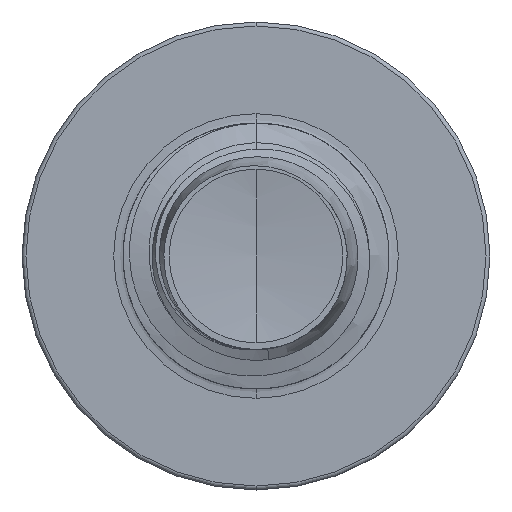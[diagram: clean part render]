
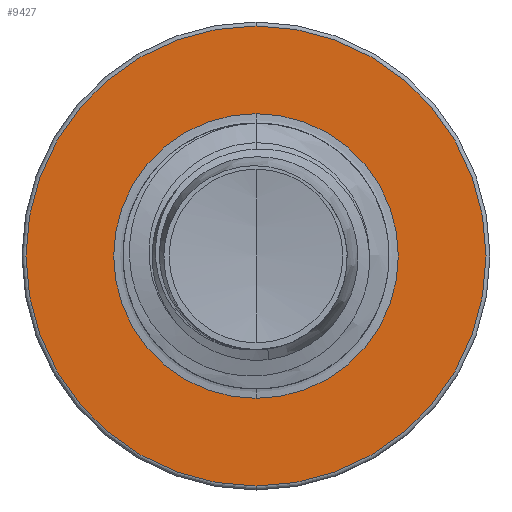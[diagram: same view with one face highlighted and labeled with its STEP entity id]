
A CAD part, front view. The second image highlights one B-rep face of the part: STEP entity #9427.
In plain terms, the highlighted planar face has unit normal (0, -1, 0).
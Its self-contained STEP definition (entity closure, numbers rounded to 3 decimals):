
#1203 = AXIS2_PLACEMENT_3D ( 'NONE', #22895, #3430, #26113 ) ;
#1935 = CARTESIAN_POINT ( 'NONE',  ( 0., 27.5, 4.325 ) ) ;
#3430 = DIRECTION ( 'NONE',  ( 0., 1., 0. ) ) ;
#3826 = VERTEX_POINT ( 'NONE', #4944 ) ;
#4940 = CIRCLE ( 'NONE', #38687, 4.325 ) ;
#4944 = CARTESIAN_POINT ( 'NONE',  ( 0., 27.5, -4.325 ) ) ;
#6292 = DIRECTION ( 'NONE',  ( 0., 1., 0. ) ) ;
#6592 = CARTESIAN_POINT ( 'NONE',  ( 0., 27.5, 0. ) ) ;
#6731 = DIRECTION ( 'NONE',  ( 0., 1., 0. ) ) ;
#7080 = EDGE_CURVE ( 'NONE', #3826, #24566, #27002, .T. ) ;
#7213 = CARTESIAN_POINT ( 'NONE',  ( 0., 27.5, -2.677 ) ) ;
#7227 = FACE_OUTER_BOUND ( 'NONE', #25830, .T. ) ;
#7467 = ORIENTED_EDGE ( 'NONE', *, *, #38838, .T. ) ;
#9281 = EDGE_CURVE ( 'NONE', #25418, #14562, #25490, .T. ) ;
#9427 = ADVANCED_FACE ( 'NONE', ( #7227, #24488 ), #32435, .F. ) ;
#9762 = DIRECTION ( 'NONE',  ( 0., 1., 0. ) ) ;
#9871 = DIRECTION ( 'NONE',  ( 0., 0., 1. ) ) ;
#11026 = ORIENTED_EDGE ( 'NONE', *, *, #38592, .F. ) ;
#12949 = AXIS2_PLACEMENT_3D ( 'NONE', #6592, #29213, #9871 ) ;
#13537 = EDGE_LOOP ( 'NONE', ( #15152, #7467 ) ) ;
#14562 = VERTEX_POINT ( 'NONE', #7213 ) ;
#14583 = AXIS2_PLACEMENT_3D ( 'NONE', #29103, #9762, #32322 ) ;
#15152 = ORIENTED_EDGE ( 'NONE', *, *, #9281, .T. ) ;
#19665 = CARTESIAN_POINT ( 'NONE',  ( 0., 27.5, -2.677 ) ) ;
#19960 = CARTESIAN_POINT ( 'NONE',  ( 0., 27.5, 2.677 ) ) ;
#21633 = AXIS2_PLACEMENT_3D ( 'NONE', #19665, #6731, #29347 ) ;
#22237 = CIRCLE ( 'NONE', #1203, 2.677 ) ;
#22895 = CARTESIAN_POINT ( 'NONE',  ( 0., 27.5, 0. ) ) ;
#24488 = FACE_BOUND ( 'NONE', #13537, .T. ) ;
#24566 = VERTEX_POINT ( 'NONE', #1935 ) ;
#25418 = VERTEX_POINT ( 'NONE', #19960 ) ;
#25490 = CIRCLE ( 'NONE', #12949, 2.677 ) ;
#25697 = CARTESIAN_POINT ( 'NONE',  ( 0., 27.5, 0. ) ) ;
#25830 = EDGE_LOOP ( 'NONE', ( #11026, #30205 ) ) ;
#26113 = DIRECTION ( 'NONE',  ( 0., 0., 1. ) ) ;
#27002 = CIRCLE ( 'NONE', #14583, 4.325 ) ;
#28914 = DIRECTION ( 'NONE',  ( 0., 0., 1. ) ) ;
#29103 = CARTESIAN_POINT ( 'NONE',  ( 0., 27.5, 0. ) ) ;
#29213 = DIRECTION ( 'NONE',  ( 0., 1., 0. ) ) ;
#29347 = DIRECTION ( 'NONE',  ( 0., 0., 1. ) ) ;
#30205 = ORIENTED_EDGE ( 'NONE', *, *, #7080, .F. ) ;
#32322 = DIRECTION ( 'NONE',  ( 0., 0., 1. ) ) ;
#32435 = PLANE ( 'NONE',  #21633 ) ;
#38592 = EDGE_CURVE ( 'NONE', #24566, #3826, #4940, .T. ) ;
#38687 = AXIS2_PLACEMENT_3D ( 'NONE', #25697, #6292, #28914 ) ;
#38838 = EDGE_CURVE ( 'NONE', #14562, #25418, #22237, .T. ) ;
